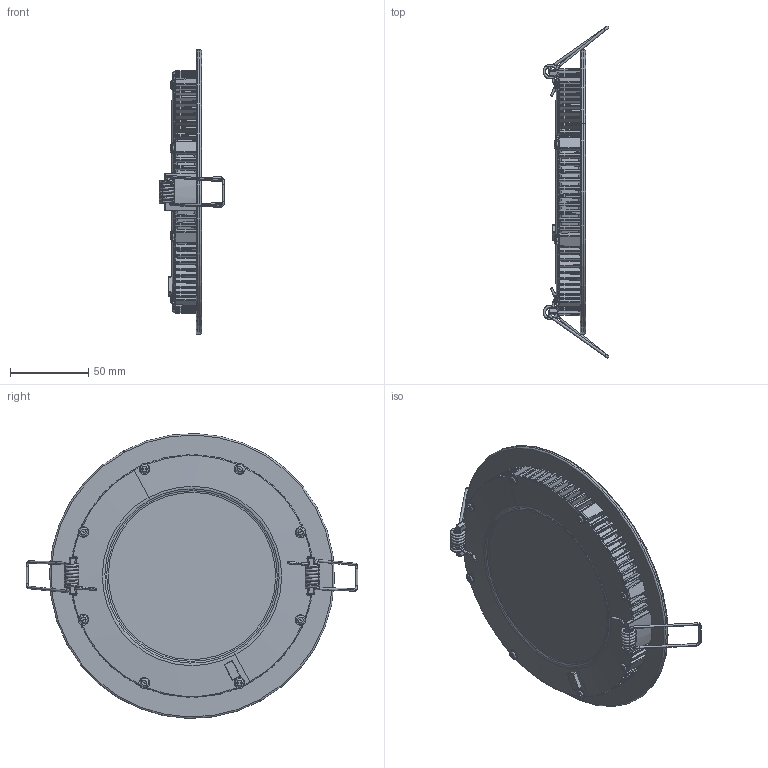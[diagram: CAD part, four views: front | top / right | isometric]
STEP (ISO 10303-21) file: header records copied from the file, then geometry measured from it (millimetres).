
FILE_DESCRIPTION('');
FILE_NAME('');
FILE_SCHEMA(('CONFIG_CONTROL_DESIGN'));
Products named in the file (1): EO10299926
Bounding box: 41.93 x 211.77 x 181.79 mm (x, y, z)
Volume: 263370.3 mm3; surface area: 102924.9 mm2
Topology: 13 solids, 13 shells, 1665 faces, 4431 edges, 2816 vertices
Faces by surface type: plane 509, cylinder 502, torus 258, bspline 256, cone 138, sphere 2
Entity records: 63377 total; most frequent: CARTESIAN_POINT 29522, ORIENTED_EDGE 8858, EDGE_CURVE 4429, DIRECTION 4084, VERTEX_POINT 2816, B_SPLINE_CURVE_WITH_KNOTS 2007, AXIS2_PLACEMENT_3D 1843, EDGE_LOOP 1695
